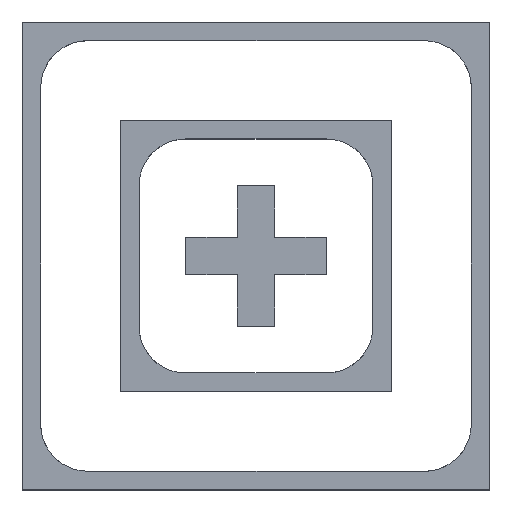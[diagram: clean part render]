
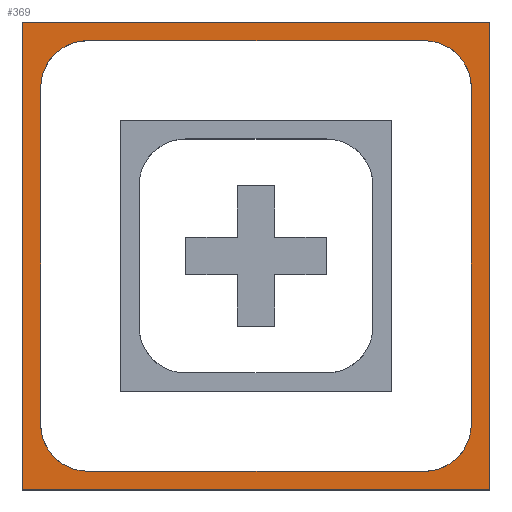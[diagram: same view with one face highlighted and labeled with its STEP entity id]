
A CAD part, top view. The second image highlights one B-rep face of the part: STEP entity #369.
In plain terms, the highlighted free-form (B-spline) face has degree [1, 1] with [2, 2] control points.
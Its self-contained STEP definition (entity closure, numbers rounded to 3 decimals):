
#21 = EDGE_CURVE('',#22,#24,#26,.T.);
#22 = VERTEX_POINT('',#23);
#23 = CARTESIAN_POINT('',(118.874,5.529,0.));
#24 = VERTEX_POINT('',#25);
#25 = CARTESIAN_POINT('',(19.352,5.529,0.));
#26 = B_SPLINE_CURVE_WITH_KNOTS('',1,(#27,#28),.UNSPECIFIED.,.F.,.F.,(2,
    2),(-72.,0.),.PIECEWISE_BEZIER_KNOTS.);
#27 = CARTESIAN_POINT('',(118.874,5.529,0.));
#28 = CARTESIAN_POINT('',(19.352,5.529,0.));
#58 = VERTEX_POINT('',#59);
#59 = CARTESIAN_POINT('',(5.529,19.352,0.));
#73 = EDGE_CURVE('',#24,#58,#74,.T.);
#74 = ( BOUNDED_CURVE() B_SPLINE_CURVE(2,(#75,#76,#77),.UNSPECIFIED.,.F.
,.F.) B_SPLINE_CURVE_WITH_KNOTS((3,3),(4.712,6.283),
.PIECEWISE_BEZIER_KNOTS.) CURVE() GEOMETRIC_REPRESENTATION_ITEM() 
RATIONAL_B_SPLINE_CURVE((1.,0.707,1.)) REPRESENTATION_ITEM('') 
  );
#75 = CARTESIAN_POINT('',(19.352,5.529,0.));
#76 = CARTESIAN_POINT('',(5.529,5.529,0.));
#77 = CARTESIAN_POINT('',(5.529,19.352,0.));
#89 = EDGE_CURVE('',#58,#90,#92,.T.);
#90 = VERTEX_POINT('',#91);
#91 = CARTESIAN_POINT('',(5.529,118.874,0.));
#92 = B_SPLINE_CURVE_WITH_KNOTS('',1,(#93,#94),.UNSPECIFIED.,.F.,.F.,(2,
    2),(-72.,0.),.PIECEWISE_BEZIER_KNOTS.);
#93 = CARTESIAN_POINT('',(5.529,19.352,0.));
#94 = CARTESIAN_POINT('',(5.529,118.874,0.));
#118 = VERTEX_POINT('',#119);
#119 = CARTESIAN_POINT('',(19.352,132.696,0.));
#133 = EDGE_CURVE('',#90,#118,#134,.T.);
#134 = ( BOUNDED_CURVE() B_SPLINE_CURVE(2,(#135,#136,#137),
.UNSPECIFIED.,.F.,.F.) B_SPLINE_CURVE_WITH_KNOTS((3,3),(4.712,
6.283),.PIECEWISE_BEZIER_KNOTS.) CURVE() 
GEOMETRIC_REPRESENTATION_ITEM() RATIONAL_B_SPLINE_CURVE((1.,
0.707,1.)) REPRESENTATION_ITEM('') );
#135 = CARTESIAN_POINT('',(5.529,118.874,0.));
#136 = CARTESIAN_POINT('',(5.529,132.696,0.));
#137 = CARTESIAN_POINT('',(19.352,132.696,0.));
#149 = EDGE_CURVE('',#118,#150,#152,.T.);
#150 = VERTEX_POINT('',#151);
#151 = CARTESIAN_POINT('',(118.874,132.696,0.));
#152 = B_SPLINE_CURVE_WITH_KNOTS('',1,(#153,#154),.UNSPECIFIED.,.F.,.F.,
  (2,2),(-72.,0.),.PIECEWISE_BEZIER_KNOTS.);
#153 = CARTESIAN_POINT('',(19.352,132.696,0.));
#154 = CARTESIAN_POINT('',(118.874,132.696,0.));
#178 = VERTEX_POINT('',#179);
#179 = CARTESIAN_POINT('',(132.696,118.874,0.));
#193 = EDGE_CURVE('',#150,#178,#194,.T.);
#194 = ( BOUNDED_CURVE() B_SPLINE_CURVE(2,(#195,#196,#197),
.UNSPECIFIED.,.F.,.F.) B_SPLINE_CURVE_WITH_KNOTS((3,3),(4.712,
6.283),.PIECEWISE_BEZIER_KNOTS.) CURVE() 
GEOMETRIC_REPRESENTATION_ITEM() RATIONAL_B_SPLINE_CURVE((1.,
0.707,1.)) REPRESENTATION_ITEM('') );
#195 = CARTESIAN_POINT('',(118.874,132.696,0.));
#196 = CARTESIAN_POINT('',(132.696,132.696,0.));
#197 = CARTESIAN_POINT('',(132.696,118.874,0.));
#209 = EDGE_CURVE('',#178,#210,#212,.T.);
#210 = VERTEX_POINT('',#211);
#211 = CARTESIAN_POINT('',(132.696,19.352,0.));
#212 = B_SPLINE_CURVE_WITH_KNOTS('',1,(#213,#214),.UNSPECIFIED.,.F.,.F.,
  (2,2),(-72.,0.),.PIECEWISE_BEZIER_KNOTS.);
#213 = CARTESIAN_POINT('',(132.696,118.874,0.));
#214 = CARTESIAN_POINT('',(132.696,19.352,0.));
#245 = EDGE_CURVE('',#210,#22,#246,.T.);
#246 = ( BOUNDED_CURVE() B_SPLINE_CURVE(2,(#247,#248,#249),
.UNSPECIFIED.,.F.,.F.) B_SPLINE_CURVE_WITH_KNOTS((3,3),(4.712,
6.283),.PIECEWISE_BEZIER_KNOTS.) CURVE() 
GEOMETRIC_REPRESENTATION_ITEM() RATIONAL_B_SPLINE_CURVE((1.,
0.707,1.)) REPRESENTATION_ITEM('') );
#247 = CARTESIAN_POINT('',(132.696,19.352,0.));
#248 = CARTESIAN_POINT('',(132.696,5.529,0.));
#249 = CARTESIAN_POINT('',(118.874,5.529,0.));
#261 = EDGE_CURVE('',#262,#264,#266,.T.);
#262 = VERTEX_POINT('',#263);
#263 = CARTESIAN_POINT('',(0.,0.,0.));
#264 = VERTEX_POINT('',#265);
#265 = CARTESIAN_POINT('',(138.225,0.,0.));
#266 = B_SPLINE_CURVE_WITH_KNOTS('',1,(#267,#268),.UNSPECIFIED.,.F.,.F.,
  (2,2),(0.,100.),.PIECEWISE_BEZIER_KNOTS.);
#267 = CARTESIAN_POINT('',(0.,0.,0.));
#268 = CARTESIAN_POINT('',(138.225,0.,0.));
#297 = EDGE_CURVE('',#264,#298,#300,.T.);
#298 = VERTEX_POINT('',#299);
#299 = CARTESIAN_POINT('',(138.225,138.225,0.));
#300 = B_SPLINE_CURVE_WITH_KNOTS('',1,(#301,#302),.UNSPECIFIED.,.F.,.F.,
  (2,2),(0.,100.),.PIECEWISE_BEZIER_KNOTS.);
#301 = CARTESIAN_POINT('',(138.225,0.,0.));
#302 = CARTESIAN_POINT('',(138.225,138.225,0.));
#325 = EDGE_CURVE('',#298,#326,#328,.T.);
#326 = VERTEX_POINT('',#327);
#327 = CARTESIAN_POINT('',(0.,138.225,0.));
#328 = B_SPLINE_CURVE_WITH_KNOTS('',1,(#329,#330),.UNSPECIFIED.,.F.,.F.,
  (2,2),(0.,100.),.PIECEWISE_BEZIER_KNOTS.);
#329 = CARTESIAN_POINT('',(138.225,138.225,0.));
#330 = CARTESIAN_POINT('',(0.,138.225,0.));
#353 = EDGE_CURVE('',#326,#262,#354,.T.);
#354 = B_SPLINE_CURVE_WITH_KNOTS('',1,(#355,#356),.UNSPECIFIED.,.F.,.F.,
  (2,2),(0.,100.),.PIECEWISE_BEZIER_KNOTS.);
#355 = CARTESIAN_POINT('',(0.,138.225,0.));
#356 = CARTESIAN_POINT('',(0.,0.,0.));
#369 = ADVANCED_FACE('',(#370,#376),#386,.T.);
#370 = FACE_BOUND('',#371,.T.);
#371 = EDGE_LOOP('',(#372,#373,#374,#375));
#372 = ORIENTED_EDGE('',*,*,#353,.T.);
#373 = ORIENTED_EDGE('',*,*,#261,.T.);
#374 = ORIENTED_EDGE('',*,*,#297,.T.);
#375 = ORIENTED_EDGE('',*,*,#325,.T.);
#376 = FACE_BOUND('',#377,.T.);
#377 = EDGE_LOOP('',(#378,#379,#380,#381,#382,#383,#384,#385));
#378 = ORIENTED_EDGE('',*,*,#245,.T.);
#379 = ORIENTED_EDGE('',*,*,#21,.T.);
#380 = ORIENTED_EDGE('',*,*,#73,.T.);
#381 = ORIENTED_EDGE('',*,*,#89,.T.);
#382 = ORIENTED_EDGE('',*,*,#133,.T.);
#383 = ORIENTED_EDGE('',*,*,#149,.T.);
#384 = ORIENTED_EDGE('',*,*,#193,.T.);
#385 = ORIENTED_EDGE('',*,*,#209,.T.);
#386 = B_SPLINE_SURFACE_WITH_KNOTS('',1,1,(
    (#387,#388)
    ,(#389,#390
    )),.UNSPECIFIED.,.F.,.F.,.F.,(2,2),(2,2),(-50.,50.),(-50.,50.),
  .PIECEWISE_BEZIER_KNOTS.);
#387 = CARTESIAN_POINT('',(0.,0.,0.));
#388 = CARTESIAN_POINT('',(0.,138.225,0.));
#389 = CARTESIAN_POINT('',(138.225,0.,0.));
#390 = CARTESIAN_POINT('',(138.225,138.225,0.));
